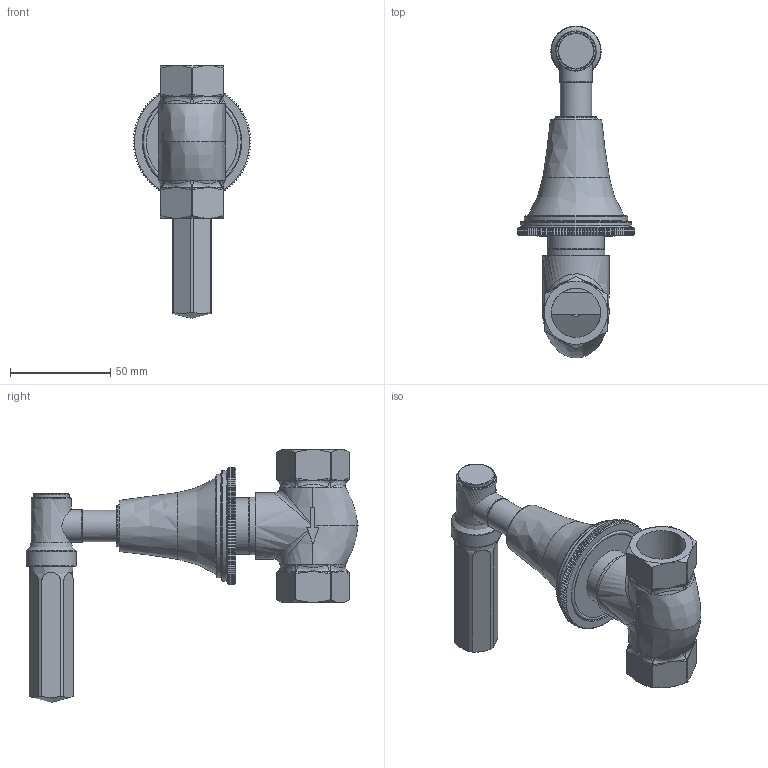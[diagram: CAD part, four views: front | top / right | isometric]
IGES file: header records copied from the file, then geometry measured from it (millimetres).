
Global section: file name: V607-TL; native system: Autodesk Inventor 2014; preprocessor: unknown; author: adaniels; date: 20131121.093028; units: millimetre
Bounding box: 58.49 x 165.54 x 126.1 mm (x, y, z)
Volume: 144677.2 mm3; surface area: 70120.3 mm2
Topology: 21 solids, 21 shells, 1411 faces, 3511 edges, 2171 vertices
Faces by surface type: bspline 1411
